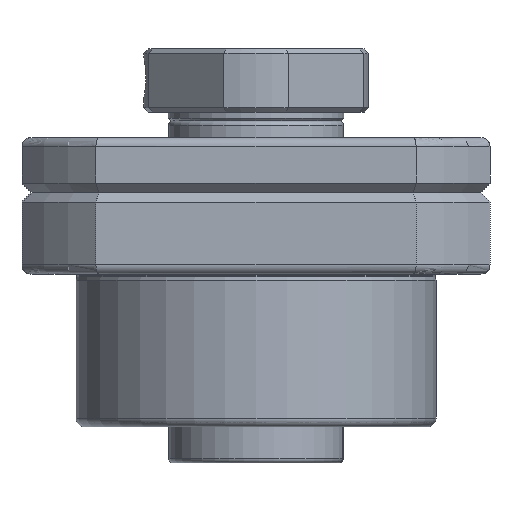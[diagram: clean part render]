
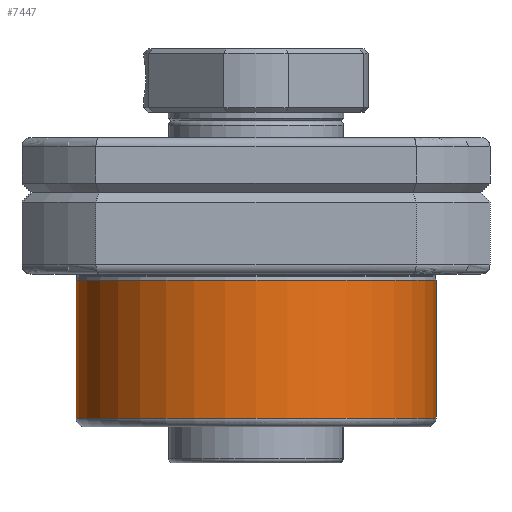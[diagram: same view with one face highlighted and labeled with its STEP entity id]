
A CAD part, front view. The second image highlights one B-rep face of the part: STEP entity #7447.
In plain terms, the highlighted cylindrical face has radius 20 mm (diameter 40 mm), a partial arc.
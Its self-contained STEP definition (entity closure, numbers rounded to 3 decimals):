
#90 = DIRECTION ( 'NONE',  ( 1., 0., 0. ) ) ;
#94 = DIRECTION ( 'NONE',  ( 0., 0., 1. ) ) ;
#797 = CARTESIAN_POINT ( 'NONE',  ( 20., 0., 13. ) ) ;
#1182 = CARTESIAN_POINT ( 'NONE',  ( -20., 0., 13. ) ) ;
#1827 = ORIENTED_EDGE ( 'NONE', *, *, #7123, .F. ) ;
#1987 = VECTOR ( 'NONE', #9875, 1000. ) ;
#3156 = DIRECTION ( 'NONE',  ( 1., 0., 0. ) ) ;
#3253 = EDGE_CURVE ( 'NONE', #11685, #4465, #8525, .T. ) ;
#3388 = ORIENTED_EDGE ( 'NONE', *, *, #3765, .T. ) ;
#3399 = DIRECTION ( 'NONE',  ( 0., 0., 1. ) ) ;
#3765 = EDGE_CURVE ( 'NONE', #9985, #12232, #5841, .T. ) ;
#3775 = CYLINDRICAL_SURFACE ( 'NONE', #7607, 20. ) ;
#4247 = DIRECTION ( 'NONE',  ( 0., 0., 1. ) ) ;
#4465 = VERTEX_POINT ( 'NONE', #8764 ) ;
#5141 = CARTESIAN_POINT ( 'NONE',  ( 0., 0., 13. ) ) ;
#5825 = VECTOR ( 'NONE', #4247, 1000. ) ;
#5841 = CIRCLE ( 'NONE', #10782, 20. ) ;
#6149 = DIRECTION ( 'NONE',  ( 0., 0., 1. ) ) ;
#6776 = EDGE_LOOP ( 'NONE', ( #1827, #3388, #12930, #12097 ) ) ;
#7011 = CARTESIAN_POINT ( 'NONE',  ( -20., 0., -12. ) ) ;
#7061 = CARTESIAN_POINT ( 'NONE',  ( 20., 0., -12. ) ) ;
#7065 = FACE_OUTER_BOUND ( 'NONE', #6776, .T. ) ;
#7123 = EDGE_CURVE ( 'NONE', #9985, #11685, #8489, .T. ) ;
#7364 = LINE ( 'NONE', #797, #1987 ) ;
#7447 = ADVANCED_FACE ( 'NONE', ( #7065 ), #3775, .T. ) ;
#7607 = AXIS2_PLACEMENT_3D ( 'NONE', #5141, #94, #3156 ) ;
#7940 = EDGE_CURVE ( 'NONE', #12232, #4465, #7364, .T. ) ;
#8187 = CARTESIAN_POINT ( 'NONE',  ( -20., 0., 3.327 ) ) ;
#8489 = LINE ( 'NONE', #1182, #5825 ) ;
#8525 = CIRCLE ( 'NONE', #9269, 20. ) ;
#8764 = CARTESIAN_POINT ( 'NONE',  ( 20., 0., 3.327 ) ) ;
#9269 = AXIS2_PLACEMENT_3D ( 'NONE', #9412, #3399, #10413 ) ;
#9412 = CARTESIAN_POINT ( 'NONE',  ( 0., 0., 3.327 ) ) ;
#9875 = DIRECTION ( 'NONE',  ( 0., 0., 1. ) ) ;
#9985 = VERTEX_POINT ( 'NONE', #7011 ) ;
#10413 = DIRECTION ( 'NONE',  ( 1., 0., 0. ) ) ;
#10782 = AXIS2_PLACEMENT_3D ( 'NONE', #12159, #6149, #90 ) ;
#11685 = VERTEX_POINT ( 'NONE', #8187 ) ;
#12097 = ORIENTED_EDGE ( 'NONE', *, *, #3253, .F. ) ;
#12159 = CARTESIAN_POINT ( 'NONE',  ( 0., 0., -12. ) ) ;
#12232 = VERTEX_POINT ( 'NONE', #7061 ) ;
#12930 = ORIENTED_EDGE ( 'NONE', *, *, #7940, .T. ) ;
